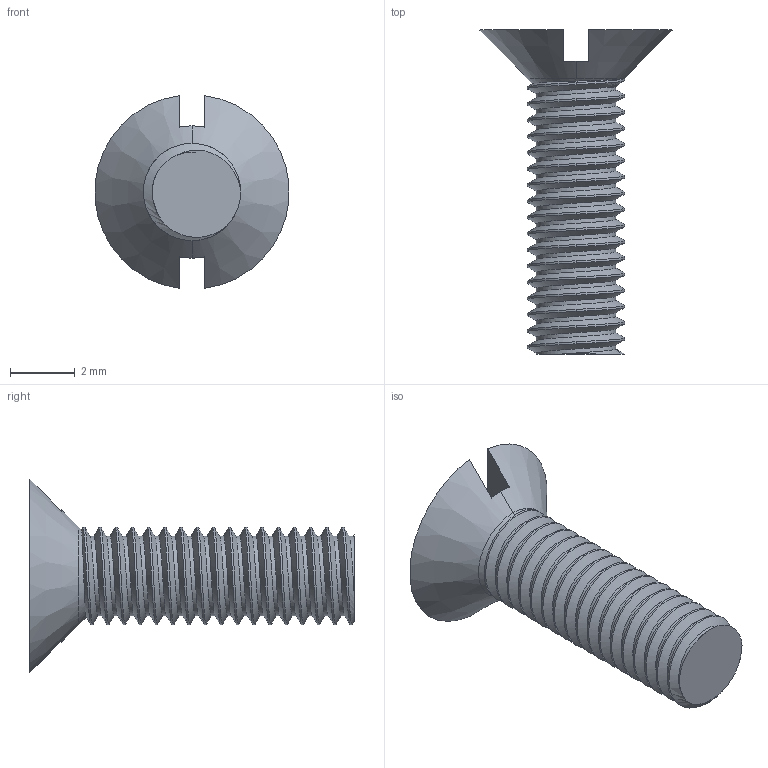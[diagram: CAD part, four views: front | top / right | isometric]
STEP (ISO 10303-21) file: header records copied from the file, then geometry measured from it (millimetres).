
FILE_DESCRIPTION (( 'STEP AP214' ), '1' );
FILE_NAME ('Screw.STEP', '2025-02-11T19:41:09', ( '' ), ( '' ), 'SwSTEP 2.0', 'SolidWorks 2024', '' );
FILE_SCHEMA (( 'AUTOMOTIVE_DESIGN' ));
Length unit declared in the file: millimetre
Products named in the file (1): Screw
Bounding box: 5.98 x 10 x 5.95 mm (x, y, z)
Volume: 69.8 mm3; surface area: 187.4 mm2
Topology: 1 solids, 1 shells, 49 faces, 137 edges, 90 vertices
Faces by surface type: cylinder 35, bspline 6, plane 6, cone 2
Entity records: 4600 total; most frequent: CARTESIAN_POINT 3572, ORIENTED_EDGE 274, DIRECTION 148, EDGE_CURVE 137, VERTEX_POINT 90, AXIS2_PLACEMENT_3D 54, EDGE_LOOP 49, FACE_OUTER_BOUND 49
